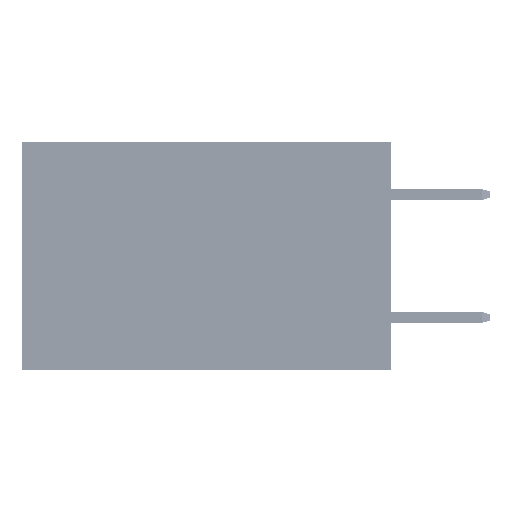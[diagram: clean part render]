
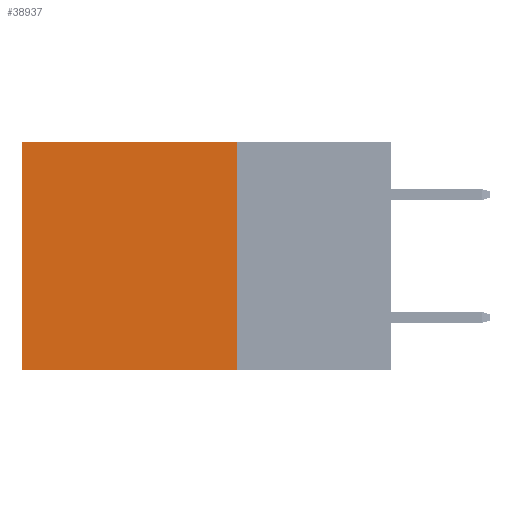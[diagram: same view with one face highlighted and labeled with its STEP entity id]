
A CAD part, left-side view. The second image highlights one B-rep face of the part: STEP entity #38937.
In plain terms, the highlighted planar face has unit normal (-1, 0, 0).
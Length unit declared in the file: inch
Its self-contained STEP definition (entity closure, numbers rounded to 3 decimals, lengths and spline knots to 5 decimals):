
#3478 = CARTESIAN_POINT ( 'NONE',  ( 0.2875, 0.6, 0. ) ) ;
#3948 = DIRECTION ( 'NONE',  ( 1., 0., 0. ) ) ;
#4414 = DIRECTION ( 'NONE',  ( 0., 1., 0. ) ) ;
#6641 = LINE ( 'NONE', #7804, #16303 ) ;
#7804 = CARTESIAN_POINT ( 'NONE',  ( 0.2875, 0.25, 0. ) ) ;
#8496 = LINE ( 'NONE', #51610, #12288 ) ;
#8635 = LINE ( 'NONE', #40685, #50049 ) ;
#9838 = VERTEX_POINT ( 'NONE', #3478 ) ;
#12001 = DIRECTION ( 'NONE',  ( 0., 0., -1. ) ) ;
#12288 = VECTOR ( 'NONE', #31627, 39.37008 ) ;
#12332 = FACE_OUTER_BOUND ( 'NONE', #34780, .T. ) ;
#12585 = ORIENTED_EDGE ( 'NONE', *, *, #37724, .F. ) ;
#12679 = CARTESIAN_POINT ( 'NONE',  ( 0.2875, 0.25, 0. ) ) ;
#16303 = VECTOR ( 'NONE', #24111, 39.37008 ) ;
#19383 = AXIS2_PLACEMENT_3D ( 'NONE', #28479, #3948, #12001 ) ;
#21011 = VERTEX_POINT ( 'NONE', #41871 ) ;
#22191 = CARTESIAN_POINT ( 'NONE',  ( 0.2875, 0.25, 0. ) ) ;
#24111 = DIRECTION ( 'NONE',  ( 0., 1., 0. ) ) ;
#26170 = DIRECTION ( 'NONE',  ( 0., 0., -1. ) ) ;
#28479 = CARTESIAN_POINT ( 'NONE',  ( 0.2875, 0.25, 0. ) ) ;
#30857 = ORIENTED_EDGE ( 'NONE', *, *, #31717, .F. ) ;
#31627 = DIRECTION ( 'NONE',  ( 0., 0., -1. ) ) ;
#31717 = EDGE_CURVE ( 'NONE', #35561, #21011, #46984, .T. ) ;
#33344 = EDGE_CURVE ( 'NONE', #9838, #40345, #8496, .T. ) ;
#34780 = EDGE_LOOP ( 'NONE', ( #48551, #12585, #30857, #49431 ) ) ;
#35561 = VERTEX_POINT ( 'NONE', #12679 ) ;
#36510 = CARTESIAN_POINT ( 'NONE',  ( 0.2875, 0.6, -0.37 ) ) ;
#37724 = EDGE_CURVE ( 'NONE', #21011, #40345, #8635, .T. ) ;
#38165 = VECTOR ( 'NONE', #26170, 39.37008 ) ;
#38937 = ADVANCED_FACE ( 'NONE', ( #12332 ), #48477, .F. ) ;
#40345 = VERTEX_POINT ( 'NONE', #36510 ) ;
#40685 = CARTESIAN_POINT ( 'NONE',  ( 0.2875, 0.25, -0.37 ) ) ;
#41871 = CARTESIAN_POINT ( 'NONE',  ( 0.2875, 0.25, -0.37 ) ) ;
#46984 = LINE ( 'NONE', #22191, #38165 ) ;
#48477 = PLANE ( 'NONE',  #19383 ) ;
#48551 = ORIENTED_EDGE ( 'NONE', *, *, #33344, .T. ) ;
#49431 = ORIENTED_EDGE ( 'NONE', *, *, #50791, .T. ) ;
#50049 = VECTOR ( 'NONE', #4414, 39.37008 ) ;
#50791 = EDGE_CURVE ( 'NONE', #35561, #9838, #6641, .T. ) ;
#51610 = CARTESIAN_POINT ( 'NONE',  ( 0.2875, 0.6, 0. ) ) ;
